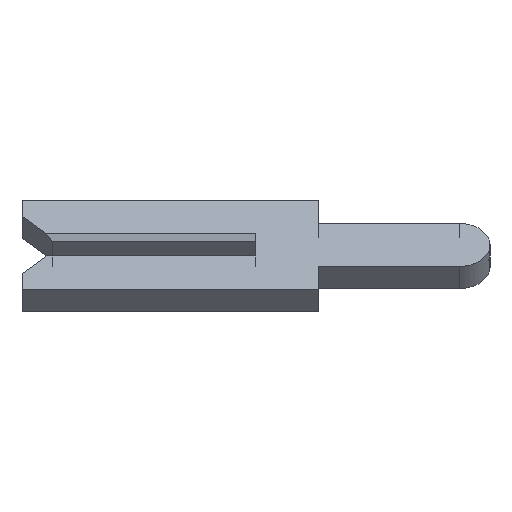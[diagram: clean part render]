
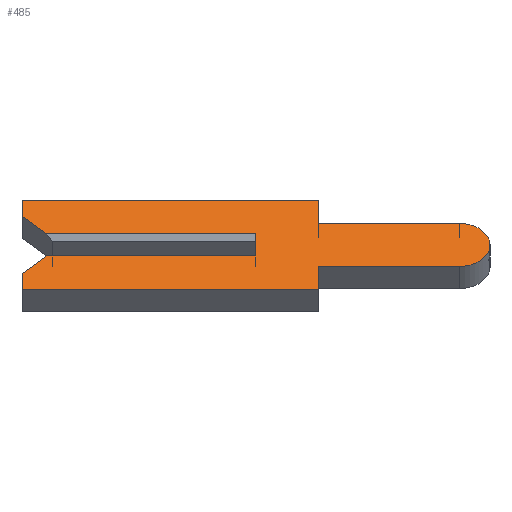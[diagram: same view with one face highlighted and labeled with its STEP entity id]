
A CAD part, left-side view. The second image highlights one B-rep face of the part: STEP entity #485.
In plain terms, the highlighted face is planar.
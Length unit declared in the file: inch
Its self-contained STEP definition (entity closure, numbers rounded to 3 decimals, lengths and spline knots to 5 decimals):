
#15 = VERTEX_POINT ( 'NONE', #644 ) ;
#24 = CARTESIAN_POINT ( 'NONE',  ( -0.01, 0.1305, 0.0065 ) ) ;
#35 = DIRECTION ( 'NONE',  ( 0., -1., 0. ) ) ;
#45 = DIRECTION ( 'NONE',  ( 0., -1., 0. ) ) ;
#97 = VECTOR ( 'NONE', #1192, 39.37008 ) ;
#107 = CARTESIAN_POINT ( 'NONE',  ( -0.01, -0.04, -0.04 ) ) ;
#111 = CARTESIAN_POINT ( 'NONE',  ( -0.01, 0.134, -0.01 ) ) ;
#129 = LINE ( 'NONE', #1824, #490 ) ;
#134 = ORIENTED_EDGE ( 'NONE', *, *, #1903, .F. ) ;
#215 = VERTEX_POINT ( 'NONE', #665 ) ;
#275 = ORIENTED_EDGE ( 'NONE', *, *, #1412, .T. ) ;
#314 = CARTESIAN_POINT ( 'NONE',  ( -0.01, 0., -0.01 ) ) ;
#321 = CARTESIAN_POINT ( 'NONE',  ( -0.01, 0.15, -0.04 ) ) ;
#388 = VERTEX_POINT ( 'NONE', #1213 ) ;
#401 = DIRECTION ( 'NONE',  ( 0., 0.707, 0.707 ) ) ;
#402 = EDGE_CURVE ( 'NONE', #698, #1158, #1129, .T. ) ;
#405 = VECTOR ( 'NONE', #488, 39.37008 ) ;
#418 = VECTOR ( 'NONE', #967, 39.37008 ) ;
#424 = DIRECTION ( 'NONE',  ( 0., -1., 0. ) ) ;
#476 = VECTOR ( 'NONE', #401, 39.37008 ) ;
#481 = CARTESIAN_POINT ( 'NONE',  ( -0.01, 0.134, 0.01 ) ) ;
#485 = ADVANCED_FACE ( 'NONE', ( #2141 ), #1046, .F. ) ;
#488 = DIRECTION ( 'NONE',  ( 0., 0., 1. ) ) ;
#490 = VECTOR ( 'NONE', #2017, 39.37008 ) ;
#511 = ORIENTED_EDGE ( 'NONE', *, *, #1175, .F. ) ;
#532 = VECTOR ( 'NONE', #45, 39.37008 ) ;
#535 = CARTESIAN_POINT ( 'NONE',  ( -0.01, -0.1305, -0.0195 ) ) ;
#547 = DIRECTION ( 'NONE',  ( 0., 1., 0. ) ) ;
#557 = VECTOR ( 'NONE', #424, 39.37008 ) ;
#566 = ORIENTED_EDGE ( 'NONE', *, *, #402, .F. ) ;
#607 = LINE ( 'NONE', #2163, #2178 ) ;
#636 = VERTEX_POINT ( 'NONE', #845 ) ;
#640 = VECTOR ( 'NONE', #1578, 39.37008 ) ;
#644 = CARTESIAN_POINT ( 'NONE',  ( -0.01, 0., 0.01 ) ) ;
#650 = DIRECTION ( 'NONE',  ( 1., 0., 0. ) ) ;
#665 = CARTESIAN_POINT ( 'NONE',  ( -0.01, -0.04, 0.04 ) ) ;
#669 = VERTEX_POINT ( 'NONE', #1550 ) ;
#680 = VERTEX_POINT ( 'NONE', #314 ) ;
#692 = ORIENTED_EDGE ( 'NONE', *, *, #849, .F. ) ;
#698 = VERTEX_POINT ( 'NONE', #2109 ) ;
#701 = ORIENTED_EDGE ( 'NONE', *, *, #1545, .F. ) ;
#729 = CARTESIAN_POINT ( 'NONE',  ( -0.01, -0.04, 0.0195 ) ) ;
#744 = DIRECTION ( 'NONE',  ( 0., 0., -1. ) ) ;
#769 = LINE ( 'NONE', #2175, #2241 ) ;
#773 = DIRECTION ( 'NONE',  ( 0., 0., 1. ) ) ;
#804 = ORIENTED_EDGE ( 'NONE', *, *, #1492, .F. ) ;
#845 = CARTESIAN_POINT ( 'NONE',  ( -0.01, 0.15, 0.04 ) ) ;
#849 = EDGE_CURVE ( 'NONE', #1814, #636, #1863, .T. ) ;
#882 = CARTESIAN_POINT ( 'NONE',  ( -0.01, 0.15, -0.04 ) ) ;
#927 = CARTESIAN_POINT ( 'NONE',  ( -0.01, -0.04, 0.04 ) ) ;
#929 = AXIS2_PLACEMENT_3D ( 'NONE', #1921, #1027, #992 ) ;
#954 = CARTESIAN_POINT ( 'NONE',  ( -0.01, 0.15, -0.026 ) ) ;
#967 = DIRECTION ( 'NONE',  ( 0., 0., 1. ) ) ;
#984 = ORIENTED_EDGE ( 'NONE', *, *, #1650, .F. ) ;
#992 = DIRECTION ( 'NONE',  ( 0., 0., -1. ) ) ;
#1003 = LINE ( 'NONE', #107, #97 ) ;
#1021 = CARTESIAN_POINT ( 'NONE',  ( -0.01, 0.15, 0.026 ) ) ;
#1027 = DIRECTION ( 'NONE',  ( 1., 0., 0. ) ) ;
#1029 = ORIENTED_EDGE ( 'NONE', *, *, #1426, .F. ) ;
#1046 = PLANE ( 'NONE',  #1483 ) ;
#1071 = VECTOR ( 'NONE', #773, 39.37008 ) ;
#1108 = DIRECTION ( 'NONE',  ( 0., -1., 0. ) ) ;
#1129 = LINE ( 'NONE', #321, #640 ) ;
#1148 = LINE ( 'NONE', #1490, #557 ) ;
#1158 = VERTEX_POINT ( 'NONE', #882 ) ;
#1175 = EDGE_CURVE ( 'NONE', #1180, #1200, #607, .T. ) ;
#1180 = VERTEX_POINT ( 'NONE', #535 ) ;
#1192 = DIRECTION ( 'NONE',  ( 0., 0., -1. ) ) ;
#1200 = VERTEX_POINT ( 'NONE', #1973 ) ;
#1213 = CARTESIAN_POINT ( 'NONE',  ( -0.01, -0.1305, 0.0195 ) ) ;
#1222 = ORIENTED_EDGE ( 'NONE', *, *, #2054, .F. ) ;
#1251 = EDGE_LOOP ( 'NONE', ( #275, #134, #1222, #2117, #1884, #566, #2283, #511, #1997, #701, #804, #984, #692, #1029 ) ) ;
#1309 = CARTESIAN_POINT ( 'NONE',  ( -0.01, 0.15, 0.026 ) ) ;
#1337 = VERTEX_POINT ( 'NONE', #954 ) ;
#1402 = LINE ( 'NONE', #1876, #418 ) ;
#1412 = EDGE_CURVE ( 'NONE', #2217, #15, #769, .T. ) ;
#1426 = EDGE_CURVE ( 'NONE', #2217, #1814, #2161, .T. ) ;
#1483 = AXIS2_PLACEMENT_3D ( 'NONE', #2115, #650, #1587 ) ;
#1490 = CARTESIAN_POINT ( 'NONE',  ( -0.01, -0.1305, -0.01 ) ) ;
#1492 = EDGE_CURVE ( 'NONE', #215, #669, #1799, .T. ) ;
#1536 = CIRCLE ( 'NONE', #929, 0.0195 ) ;
#1539 = LINE ( 'NONE', #1686, #1071 ) ;
#1545 = EDGE_CURVE ( 'NONE', #669, #388, #2102, .T. ) ;
#1550 = CARTESIAN_POINT ( 'NONE',  ( -0.01, -0.04, 0.0195 ) ) ;
#1578 = DIRECTION ( 'NONE',  ( 0., 1., 0. ) ) ;
#1587 = DIRECTION ( 'NONE',  ( 0., 0., -1. ) ) ;
#1646 = CARTESIAN_POINT ( 'NONE',  ( -0.01, 0.15, 0.04 ) ) ;
#1650 = EDGE_CURVE ( 'NONE', #636, #215, #1820, .T. ) ;
#1686 = CARTESIAN_POINT ( 'NONE',  ( -0.01, 0., 0.0065 ) ) ;
#1740 = EDGE_CURVE ( 'NONE', #1337, #2269, #129, .T. ) ;
#1799 = LINE ( 'NONE', #927, #2297 ) ;
#1814 = VERTEX_POINT ( 'NONE', #1309 ) ;
#1820 = LINE ( 'NONE', #1646, #2212 ) ;
#1824 = CARTESIAN_POINT ( 'NONE',  ( -0.01, 0.1305, -0.0065 ) ) ;
#1860 = EDGE_CURVE ( 'NONE', #1158, #1337, #1402, .T. ) ;
#1863 = LINE ( 'NONE', #1021, #405 ) ;
#1876 = CARTESIAN_POINT ( 'NONE',  ( -0.01, 0.15, -0.026 ) ) ;
#1884 = ORIENTED_EDGE ( 'NONE', *, *, #1860, .F. ) ;
#1903 = EDGE_CURVE ( 'NONE', #680, #15, #1539, .T. ) ;
#1921 = CARTESIAN_POINT ( 'NONE',  ( -0.01, -0.1305, 0. ) ) ;
#1973 = CARTESIAN_POINT ( 'NONE',  ( -0.01, -0.04, -0.0195 ) ) ;
#1997 = ORIENTED_EDGE ( 'NONE', *, *, #2300, .F. ) ;
#2017 = DIRECTION ( 'NONE',  ( 0., -0.707, 0.707 ) ) ;
#2054 = EDGE_CURVE ( 'NONE', #2269, #680, #1148, .T. ) ;
#2102 = LINE ( 'NONE', #729, #532 ) ;
#2109 = CARTESIAN_POINT ( 'NONE',  ( -0.01, -0.04, -0.04 ) ) ;
#2115 = CARTESIAN_POINT ( 'NONE',  ( -0.01, -0.1305, 0. ) ) ;
#2117 = ORIENTED_EDGE ( 'NONE', *, *, #1740, .F. ) ;
#2141 = FACE_OUTER_BOUND ( 'NONE', #1251, .T. ) ;
#2161 = LINE ( 'NONE', #24, #476 ) ;
#2163 = CARTESIAN_POINT ( 'NONE',  ( -0.01, -0.04, -0.0195 ) ) ;
#2175 = CARTESIAN_POINT ( 'NONE',  ( -0.01, 0.15, 0.01 ) ) ;
#2178 = VECTOR ( 'NONE', #547, 39.37008 ) ;
#2179 = EDGE_CURVE ( 'NONE', #1200, #698, #1003, .T. ) ;
#2212 = VECTOR ( 'NONE', #1108, 39.37008 ) ;
#2217 = VERTEX_POINT ( 'NONE', #481 ) ;
#2241 = VECTOR ( 'NONE', #35, 39.37008 ) ;
#2269 = VERTEX_POINT ( 'NONE', #111 ) ;
#2283 = ORIENTED_EDGE ( 'NONE', *, *, #2179, .F. ) ;
#2297 = VECTOR ( 'NONE', #744, 39.37008 ) ;
#2300 = EDGE_CURVE ( 'NONE', #388, #1180, #1536, .T. ) ;
